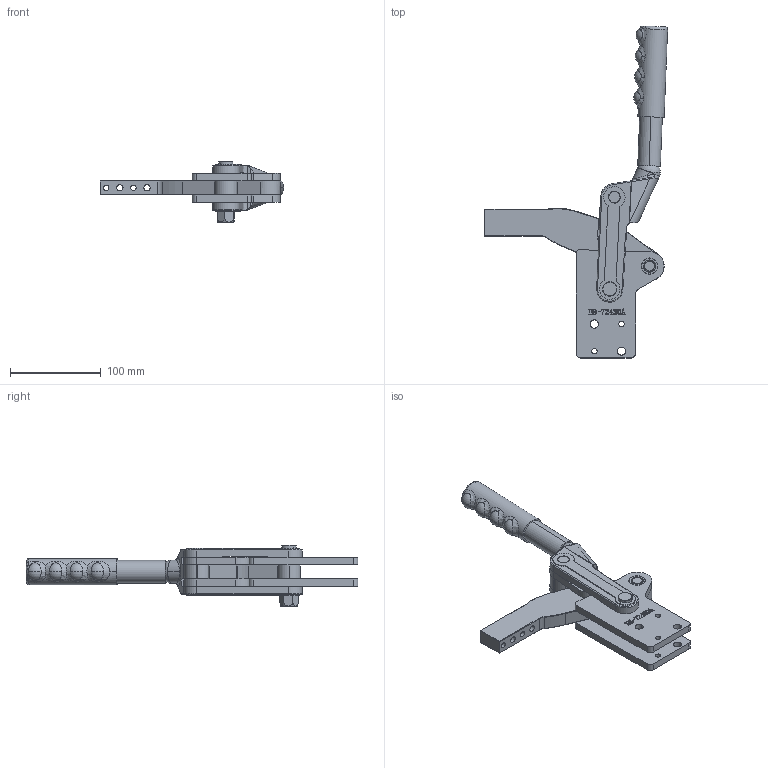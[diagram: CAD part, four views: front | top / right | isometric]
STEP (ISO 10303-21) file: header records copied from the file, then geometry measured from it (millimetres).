
FILE_DESCRIPTION (( 'STEP AP203' ), '1' );
FILE_NAME ('HS-72430A .STEP', '2022-04-01T01:37:25', ( '微软用户' ), ( '微软中国' ), 'SwSTEP 2.0', 'SolidWorks 2012', '' );
FILE_SCHEMA (( 'CONFIG_CONTROL_DESIGN' ));
Length unit declared in the file: millimetre
Products named in the file (13): HS-72430A ; 25#忒參杶; prevailing torque hex nuts 1-fine pitch gb_GB_HEXAGON_LOCK_TYPE2 M12-N; 眻种; 階杶; T倛种; 种1; 杶赽; 忒參奪; 72425人头马; 揤旋; 72425蟀裝; 菁釱
Assembly tree (21 placements, depth 2):
  HS-72430A 
    菁釱
    72425蟀裝  x2
    揤旋
    72425人头马
    忒參奪
    杶赽  x8
    种1  x2
    T倛种
    階杶
    眻种
    prevailing torque hex nuts 1-fine pitch gb_GB_HEXAGON_LOCK_TYPE2 M12-N
    25#忒參杶
Bounding box: 202.41 x 366.78 x 67.5 mm (x, y, z)
Volume: 473027.6 mm3; surface area: 171653.2 mm2
Topology: 22 solids, 22 shells, 853 faces, 2137 edges, 1364 vertices
Faces by surface type: plane 354, cylinder 188, bspline 170, cone 110, sphere 18, torus 13
Entity records: 33864 total; most frequent: CARTESIAN_POINT 15293, ORIENTED_EDGE 3770, DIRECTION 3041, EDGE_CURVE 1885, VERTEX_POINT 1216, VECTOR 1103, LINE 1103, AXIS2_PLACEMENT_3D 969
